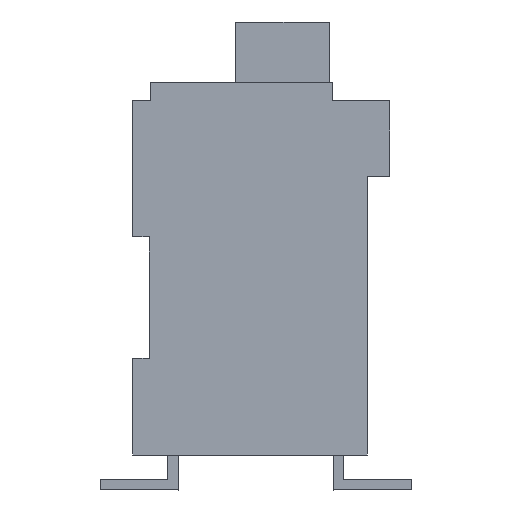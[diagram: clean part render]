
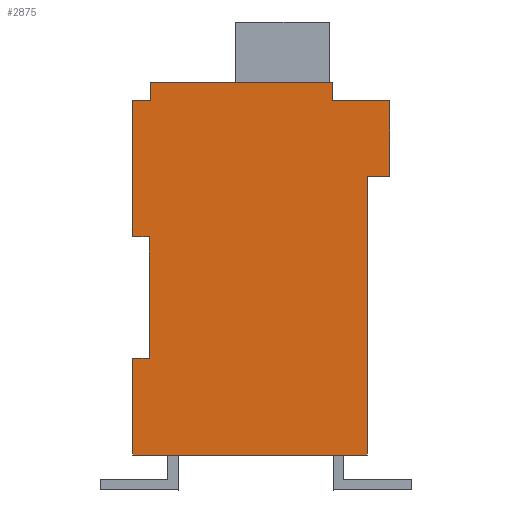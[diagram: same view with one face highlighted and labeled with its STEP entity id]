
A CAD part, left-side view. The second image highlights one B-rep face of the part: STEP entity #2875.
In plain terms, the highlighted planar face has unit normal (-1, 0, 0).
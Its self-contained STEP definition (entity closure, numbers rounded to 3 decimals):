
#2812=AXIS2_PLACEMENT_3D('Plane Axis2P3D',#2809,#2810,#2811) ;
#577=CARTESIAN_POINT('Vertex',(0.,9.225,8.356)) ;
#580=CARTESIAN_POINT('Line Origine',(0.,9.225,10.606)) ;
#584=CARTESIAN_POINT('Vertex',(0.,9.225,12.856)) ;
#737=CARTESIAN_POINT('Line Origine',(0.,8.925,12.856)) ;
#741=CARTESIAN_POINT('Vertex',(0.,8.625,12.856)) ;
#804=CARTESIAN_POINT('Vertex',(0.,2.625,12.856)) ;
#807=CARTESIAN_POINT('Line Origine',(0.,1.675,12.856)) ;
#811=CARTESIAN_POINT('Vertex',(0.,0.725,12.856)) ;
#1116=CARTESIAN_POINT('Line Origine',(0.,0.725,11.606)) ;
#1120=CARTESIAN_POINT('Vertex',(0.,0.725,10.356)) ;
#1141=CARTESIAN_POINT('Line Origine',(0.,1.1,10.356)) ;
#1145=CARTESIAN_POINT('Vertex',(0.,1.475,10.356)) ;
#1334=CARTESIAN_POINT('Line Origine',(0.,1.475,5.756)) ;
#1338=CARTESIAN_POINT('Vertex',(0.,1.475,1.156)) ;
#2793=CARTESIAN_POINT('Vertex',(0.,8.675,8.356)) ;
#2796=CARTESIAN_POINT('Line Origine',(0.,8.95,8.356)) ;
#2809=CARTESIAN_POINT('Axis2P3D Location',(0.,5.125,10.156)) ;
#2814=CARTESIAN_POINT('Line Origine',(0.,2.625,13.156)) ;
#2818=CARTESIAN_POINT('Vertex',(0.,2.625,13.456)) ;
#2821=CARTESIAN_POINT('Line Origine',(0.,5.625,13.456)) ;
#2825=CARTESIAN_POINT('Vertex',(0.,8.625,13.456)) ;
#2828=CARTESIAN_POINT('Line Origine',(0.,8.625,13.156)) ;
#2833=CARTESIAN_POINT('Line Origine',(0.,8.675,6.356)) ;
#2837=CARTESIAN_POINT('Vertex',(0.,8.675,4.356)) ;
#2840=CARTESIAN_POINT('Line Origine',(0.,8.95,4.356)) ;
#2844=CARTESIAN_POINT('Vertex',(0.,9.225,4.356)) ;
#2847=CARTESIAN_POINT('Line Origine',(0.,9.225,2.756)) ;
#2851=CARTESIAN_POINT('Vertex',(0.,9.225,1.156)) ;
#2854=CARTESIAN_POINT('Line Origine',(0.,5.35,1.156)) ;
#581=DIRECTION('Vector Direction',(0.,0.,1.)) ;
#738=DIRECTION('Vector Direction',(0.,-1.,0.)) ;
#808=DIRECTION('Vector Direction',(0.,-1.,0.)) ;
#1117=DIRECTION('Vector Direction',(0.,0.,-1.)) ;
#1142=DIRECTION('Vector Direction',(0.,-1.,0.)) ;
#1335=DIRECTION('Vector Direction',(0.,0.,-1.)) ;
#2797=DIRECTION('Vector Direction',(0.,-1.,0.)) ;
#2810=DIRECTION('Axis2P3D Direction',(1.,0.,0.)) ;
#2811=DIRECTION('Axis2P3D XDirection',(0.,-1.,0.)) ;
#2815=DIRECTION('Vector Direction',(0.,0.,1.)) ;
#2822=DIRECTION('Vector Direction',(0.,1.,0.)) ;
#2829=DIRECTION('Vector Direction',(0.,0.,1.)) ;
#2834=DIRECTION('Vector Direction',(0.,0.,1.)) ;
#2841=DIRECTION('Vector Direction',(0.,1.,0.)) ;
#2848=DIRECTION('Vector Direction',(0.,0.,1.)) ;
#2855=DIRECTION('Vector Direction',(0.,1.,0.)) ;
#582=VECTOR('Line Direction',#581,1.) ;
#739=VECTOR('Line Direction',#738,1.) ;
#809=VECTOR('Line Direction',#808,1.) ;
#1118=VECTOR('Line Direction',#1117,1.) ;
#1143=VECTOR('Line Direction',#1142,1.) ;
#1336=VECTOR('Line Direction',#1335,1.) ;
#2798=VECTOR('Line Direction',#2797,1.) ;
#2816=VECTOR('Line Direction',#2815,1.) ;
#2823=VECTOR('Line Direction',#2822,1.) ;
#2830=VECTOR('Line Direction',#2829,1.) ;
#2835=VECTOR('Line Direction',#2834,1.) ;
#2842=VECTOR('Line Direction',#2841,1.) ;
#2849=VECTOR('Line Direction',#2848,1.) ;
#2856=VECTOR('Line Direction',#2855,1.) ;
#2860=ORIENTED_EDGE('',*,*,#1147,.T.) ;
#2861=ORIENTED_EDGE('',*,*,#1122,.F.) ;
#2862=ORIENTED_EDGE('',*,*,#813,.F.) ;
#2863=ORIENTED_EDGE('',*,*,#2820,.T.) ;
#2864=ORIENTED_EDGE('',*,*,#2827,.T.) ;
#2865=ORIENTED_EDGE('',*,*,#2832,.F.) ;
#2866=ORIENTED_EDGE('',*,*,#743,.F.) ;
#2867=ORIENTED_EDGE('',*,*,#586,.F.) ;
#2868=ORIENTED_EDGE('',*,*,#2800,.T.) ;
#2869=ORIENTED_EDGE('',*,*,#2839,.F.) ;
#2870=ORIENTED_EDGE('',*,*,#2846,.T.) ;
#2871=ORIENTED_EDGE('',*,*,#2853,.F.) ;
#2872=ORIENTED_EDGE('',*,*,#2858,.F.) ;
#2873=ORIENTED_EDGE('',*,*,#1340,.F.) ;
#2875=ADVANCED_FACE('HOUSING',(#2874),#2813,.F.) ;
#586=EDGE_CURVE('',#578,#585,#583,.T.) ;
#743=EDGE_CURVE('',#585,#742,#740,.T.) ;
#813=EDGE_CURVE('',#805,#812,#810,.T.) ;
#1122=EDGE_CURVE('',#812,#1121,#1119,.T.) ;
#1147=EDGE_CURVE('',#1146,#1121,#1144,.T.) ;
#1340=EDGE_CURVE('',#1146,#1339,#1337,.T.) ;
#2800=EDGE_CURVE('',#578,#2794,#2799,.T.) ;
#2820=EDGE_CURVE('',#805,#2819,#2817,.T.) ;
#2827=EDGE_CURVE('',#2819,#2826,#2824,.T.) ;
#2832=EDGE_CURVE('',#742,#2826,#2831,.T.) ;
#2839=EDGE_CURVE('',#2838,#2794,#2836,.T.) ;
#2846=EDGE_CURVE('',#2838,#2845,#2843,.T.) ;
#2853=EDGE_CURVE('',#2852,#2845,#2850,.T.) ;
#2858=EDGE_CURVE('',#1339,#2852,#2857,.T.) ;
#2859=EDGE_LOOP('',(#2860,#2861,#2862,#2863,#2864,#2865,#2866,#2867,#2868,#2869,#2870,#2871,#2872,#2873)) ;
#2874=FACE_OUTER_BOUND('',#2859,.T.) ;
#583=LINE('Line',#580,#582) ;
#740=LINE('Line',#737,#739) ;
#810=LINE('Line',#807,#809) ;
#1119=LINE('Line',#1116,#1118) ;
#1144=LINE('Line',#1141,#1143) ;
#1337=LINE('Line',#1334,#1336) ;
#2799=LINE('Line',#2796,#2798) ;
#2817=LINE('Line',#2814,#2816) ;
#2824=LINE('Line',#2821,#2823) ;
#2831=LINE('Line',#2828,#2830) ;
#2836=LINE('Line',#2833,#2835) ;
#2843=LINE('Line',#2840,#2842) ;
#2850=LINE('Line',#2847,#2849) ;
#2857=LINE('Line',#2854,#2856) ;
#2813=PLANE('',#2812) ;
#578=VERTEX_POINT('',#577) ;
#585=VERTEX_POINT('',#584) ;
#742=VERTEX_POINT('',#741) ;
#805=VERTEX_POINT('',#804) ;
#812=VERTEX_POINT('',#811) ;
#1121=VERTEX_POINT('',#1120) ;
#1146=VERTEX_POINT('',#1145) ;
#1339=VERTEX_POINT('',#1338) ;
#2794=VERTEX_POINT('',#2793) ;
#2819=VERTEX_POINT('',#2818) ;
#2826=VERTEX_POINT('',#2825) ;
#2838=VERTEX_POINT('',#2837) ;
#2845=VERTEX_POINT('',#2844) ;
#2852=VERTEX_POINT('',#2851) ;
